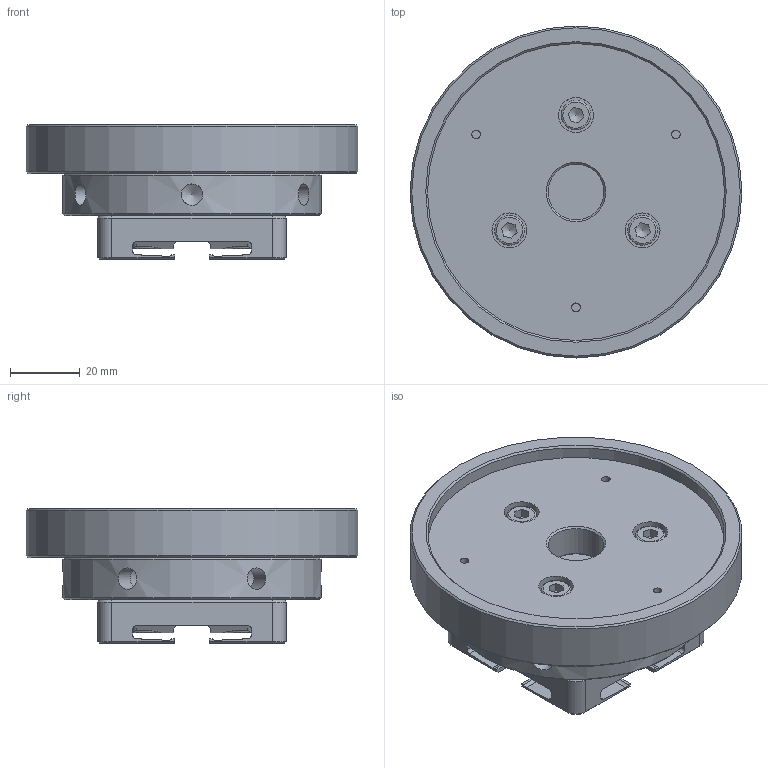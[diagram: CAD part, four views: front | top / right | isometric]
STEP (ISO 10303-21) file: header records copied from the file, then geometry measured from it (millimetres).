
FILE_DESCRIPTION(/* description */ ('Palette 54x54'),/* implementation_level */ '2;1');
FILE_NAME(/* name */ 'DBF140x58_98-01 Aufnahme 3R.iam.stp',/* time_stamp */ '2022-01-27T15:16:26+01:00',/* author */ ('Dirk Pustolla'),/* organization */ (''),/* preprocessor_version */ 'ST-DEVELOPER v15.2',/* originating_system */ 'Autodesk Inventor 2014',/* authorisation */ '');
FILE_SCHEMA (('AUTOMOTIVE_DESIGN { 1 0 10303 214 3 1 1 }'));
Length unit declared in the file: millimetre
Products named in the file (7): 3R-651.7-P Palette 54x54; DBFxx_98-01-10 Adapterplatte; ISO 4762 - M6 x 12DIN EN ISO; DBFxx_98-01-00 Aufnahme 3R; DBF140x58_98-16 Adapter Nullpunktspannsystem; ISO 4762 - M5 x 16DIN EN ISO; DBF140x58_98-01 Aufnahme 3R
Bounding box: 95 x 95 x 38.5 mm (x, y, z)
Volume: 144650.9 mm3; surface area: 47893.6 mm2
Topology: 10 solids, 10 shells, 442 faces, 1159 edges, 758 vertices
Faces by surface type: plane 276, cylinder 103, cone 45, torus 18
Full cylindrical faces by diameter (mm): 2.459 x3, 4.134 x3, 4.917 x4, 5 x3, 5.5 x3, 6 x8, 6.1 x6, 6.6 x4, 8 x2, 8.5 x3, 9 x4, 10 x7, 11 x4, 16 x1, 26.5 x1, 74 x1, 85 x1, 95 x1
Entity records: 11585 total; most frequent: CARTESIAN_POINT 2534, DIRECTION 1801, ORIENTED_EDGE 1784, EDGE_CURVE 892, VERTEX_POINT 625, AXIS2_PLACEMENT_3D 606, LINE 589, VECTOR 589
